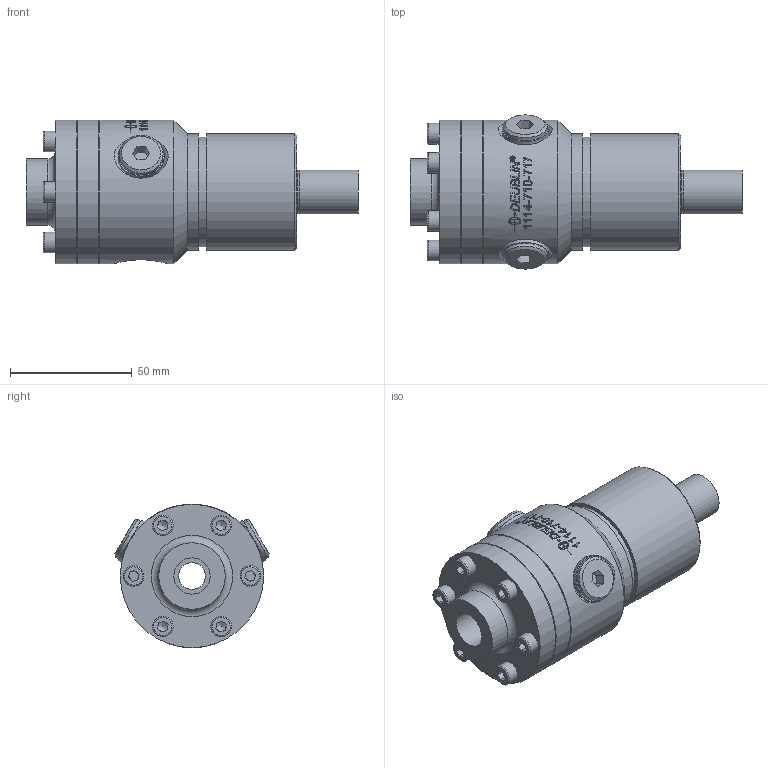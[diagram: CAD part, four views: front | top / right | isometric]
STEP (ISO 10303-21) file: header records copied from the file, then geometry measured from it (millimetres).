
FILE_DESCRIPTION(/* description */ (''),/* implementation_level */ '2;1');
FILE_NAME(/* name */ '1114-710-717-IC.stp',/* time_stamp */ '2020-05-13T10:38:36-05:00',/* author */ ('Moorera'),/* organization */ (''),/* preprocessor_version */ 'ST-DEVELOPER v18.1',/* originating_system */ 'Autodesk Inventor 2020',/* authorisation */ '');
FILE_SCHEMA (('AUTOMOTIVE_DESIGN { 1 0 10303 214 3 1 1 }'));
Products named in the file (1): 1114-710-717-IC
Bounding box: 136.61 x 63.43 x 59 mm (x, y, z)
Volume: 218109 mm3; surface area: 33854 mm2
Topology: 1 solids, 1 shells, 480 faces, 1302 edges, 884 vertices
Faces by surface type: plane 203, bspline 178, cylinder 69, cone 22, torus 8
Full cylindrical faces by diameter (mm): 2.5 x2, 7.5 x2, 8.5 x6, 11.1 x1, 11.445 x1, 14 x1, 14.945 x1, 17.6 x1, 18 x3, 19 x2, 22 x1, 24 x1, 27.4 x1, 35.25 x1, 37 x1, 40 x1, 45 x1, 48 x2, 59 x3
Entity records: 46750 total; most frequent: CARTESIAN_POINT 34994, ORIENTED_EDGE 2592, DIRECTION 2098, EDGE_CURVE 1296, VERTEX_POINT 884, AXIS2_PLACEMENT_3D 765, LINE 568, VECTOR 568
